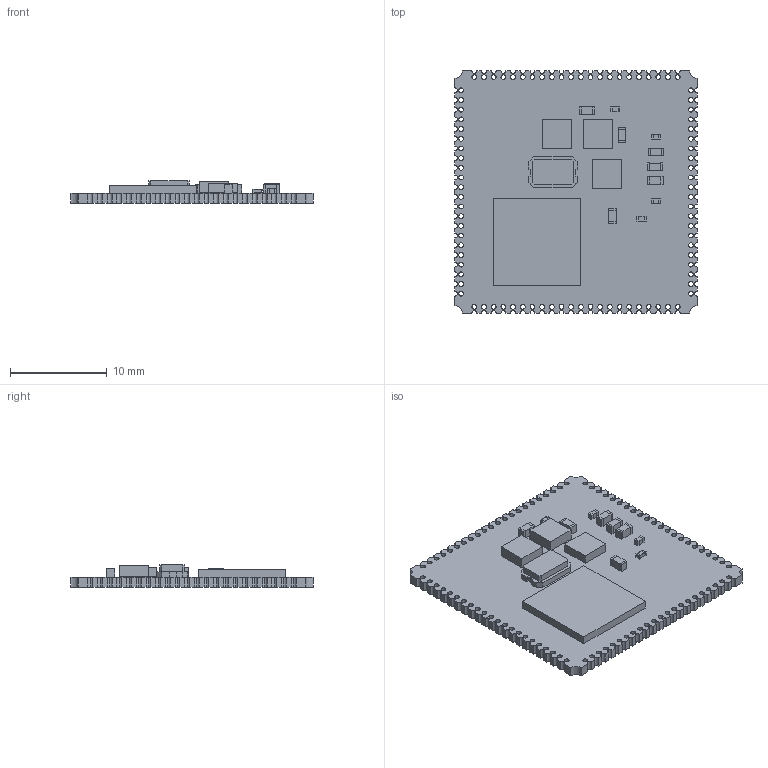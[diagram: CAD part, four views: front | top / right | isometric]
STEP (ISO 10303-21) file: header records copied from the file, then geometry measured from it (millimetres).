
FILE_DESCRIPTION(('Open CASCADE Model'),'2;1');
FILE_NAME('Open CASCADE Shape Model','2022-12-26T23:37:21',('Author'),( 'Open CASCADE'),'Open CASCADE STEP processor 7.5','Open CASCADE 7.5' ,'Unknown');
FILE_SCHEMA(('AUTOMOTIVE_DESIGN { 1 0 10303 214 1 1 1 1 }'));
Length unit declared in the file: millimetre
Products named in the file (41): PCB; Board; Open CASCADE STEP translator 7.5 1.1.1; C18; 0603_0.90mm; R10; 7032854240; Mid_Body; Terminal; Open CASCADE STEP translator 6.8 15.2.1; Mark; R7; 7032854880; C9; C7; L3; 6957754752; Extruded; L2; C8; 0402_0.55mm; C5; C4; C3; C2; C1; U2; 6957755872; U5; 6957755552; 6957755392; U1; 6957754352
Assembly tree (50 placements, depth 5):
  PCB
    Board
      Open CASCADE STEP translator 7.5 1.1.1
    C18
      0603_0.90mm
    R10
      7032854240
        Mid_Body
        Terminal  x2
          Open CASCADE STEP translator 6.8 15.2.1
        Mark
    R7
      7032854880
        Mid_Body
        Terminal  x2
          Open CASCADE STEP translator 6.8 15.2.1
        Mark
    C9
      0603_0.90mm
    C7
      0603_0.90mm
    L3
      6957754752
        Extruded
    L2
      6957754752
        Extruded
    C8
      0402_0.55mm
    C5
      0603_0.90mm
    C4
      0402_0.55mm
    C3
      0402_0.55mm
    C2
      0603_0.90mm
    C1
      0603_0.90mm
    U2
      6957755872
        Extruded
    U5
      6957755552
        Extruded
      6957755392
        Extruded
    U1
      6957754352
        Extruded
Bounding box: 25 x 25 x 2.33 mm (x, y, z)
Volume: 735.1 mm3; surface area: 1877.2 mm2
Topology: 24 solids, 24 shells, 557 faces, 1473 edges, 982 vertices
Faces by surface type: plane 355, cylinder 202
Full cylindrical faces by diameter (mm): 0.5 x88
Entity records: 14836 total; most frequent: DIRECTION 2505, CARTESIAN_POINT 2405, ORIENTED_EDGE 2322, EDGE_CURVE 1161, AXIS2_PLACEMENT_3D 874, VERTEX_POINT 774, LINE 757, VECTOR 757
